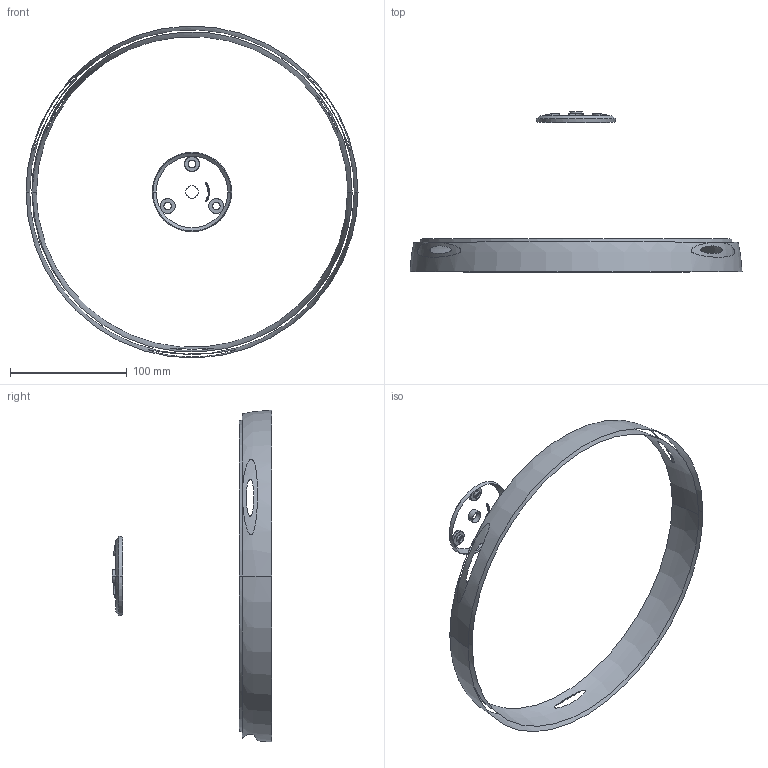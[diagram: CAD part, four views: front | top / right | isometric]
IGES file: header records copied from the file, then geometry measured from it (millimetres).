
Start section: SolidWorks IGES file using analytic representation for surfaces
Global section: file name: 53707-240.IGS; native system: SolidWorks 2018; preprocessor: SolidWorks 2018; author: Christian; date: 201015.115600; units: millimetre
Bounding box: 283.81 x 136.65 x 283.73 mm (x, y, z)
Surface area: 46302.9 mm2 (no closed solid volume)
Topology: 0 solids, 0 shells, 240 faces, 3192 edges, 3192 vertices
Faces by surface type: bspline 195, revolution 45
